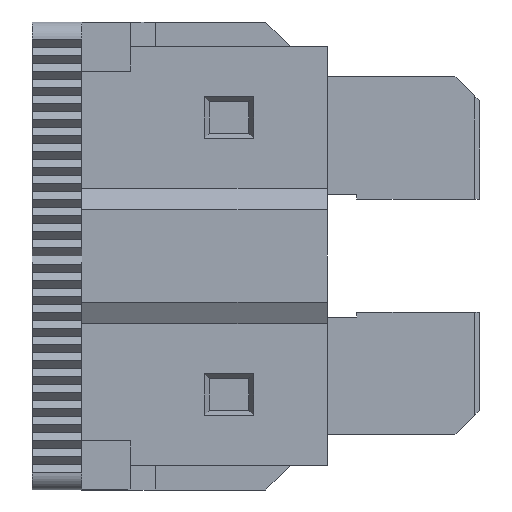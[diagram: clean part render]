
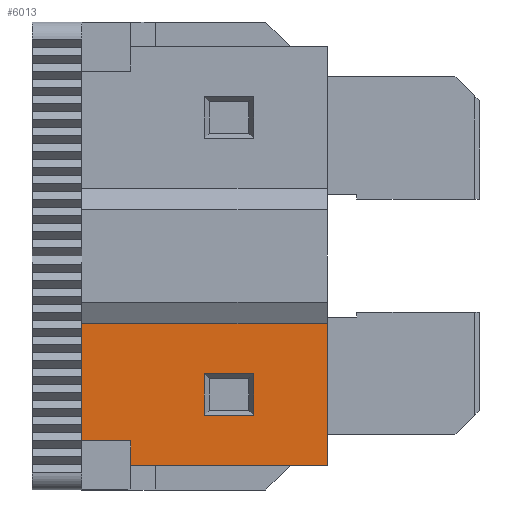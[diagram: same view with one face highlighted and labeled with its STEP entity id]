
A CAD part, front view. The second image highlights one B-rep face of the part: STEP entity #6013.
In plain terms, the highlighted planar face has unit normal (0, -1, 0).
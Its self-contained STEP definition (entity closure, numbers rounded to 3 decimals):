
#47=FACE_BOUND('',#468,.T.);
#140=FACE_OUTER_BOUND('',#467,.T.);
#467=EDGE_LOOP('',(#4314,#4315,#4316,#4317,#4318,#4319,#4320,#4321));
#468=EDGE_LOOP('',(#4322,#4323,#4324,#4325));
#1023=LINE('',#8956,#1857);
#1024=LINE('',#8958,#1858);
#1025=LINE('',#8960,#1859);
#1026=LINE('',#8962,#1860);
#1027=LINE('',#8964,#1861);
#1028=LINE('',#8966,#1862);
#1029=LINE('',#8968,#1863);
#1030=LINE('',#8969,#1864);
#1031=LINE('',#8972,#1865);
#1032=LINE('',#8974,#1866);
#1033=LINE('',#8976,#1867);
#1034=LINE('',#8977,#1868);
#1857=VECTOR('',#6992,0.);
#1858=VECTOR('',#6993,7.547);
#1859=VECTOR('',#6994,5.775);
#1860=VECTOR('',#6995,10.);
#1861=VECTOR('',#6996,4.775);
#1862=VECTOR('',#6997,2.);
#1863=VECTOR('',#6998,1.);
#1864=VECTOR('',#6999,0.453);
#1865=VECTOR('',#7000,2.);
#1866=VECTOR('',#7001,1.7);
#1867=VECTOR('',#7002,2.);
#1868=VECTOR('',#7003,1.7);
#2706=VERTEX_POINT('',#8954);
#2707=VERTEX_POINT('',#8955);
#2708=VERTEX_POINT('',#8957);
#2709=VERTEX_POINT('',#8959);
#2710=VERTEX_POINT('',#8961);
#2711=VERTEX_POINT('',#8963);
#2712=VERTEX_POINT('',#8965);
#2713=VERTEX_POINT('',#8967);
#2714=VERTEX_POINT('',#8970);
#2715=VERTEX_POINT('',#8971);
#2716=VERTEX_POINT('',#8973);
#2717=VERTEX_POINT('',#8975);
#3332=EDGE_CURVE('',#2706,#2707,#1023,.T.);
#3333=EDGE_CURVE('',#2708,#2706,#1024,.T.);
#3334=EDGE_CURVE('',#2709,#2708,#1025,.T.);
#3335=EDGE_CURVE('',#2709,#2710,#1026,.T.);
#3336=EDGE_CURVE('',#2710,#2711,#1027,.T.);
#3337=EDGE_CURVE('',#2711,#2712,#1028,.T.);
#3338=EDGE_CURVE('',#2712,#2713,#1029,.T.);
#3339=EDGE_CURVE('',#2707,#2713,#1030,.T.);
#3340=EDGE_CURVE('',#2714,#2715,#1031,.T.);
#3341=EDGE_CURVE('',#2716,#2714,#1032,.T.);
#3342=EDGE_CURVE('',#2717,#2716,#1033,.T.);
#3343=EDGE_CURVE('',#2715,#2717,#1034,.T.);
#4314=ORIENTED_EDGE('',*,*,#3332,.F.);
#4315=ORIENTED_EDGE('',*,*,#3333,.F.);
#4316=ORIENTED_EDGE('',*,*,#3334,.F.);
#4317=ORIENTED_EDGE('',*,*,#3335,.T.);
#4318=ORIENTED_EDGE('',*,*,#3336,.T.);
#4319=ORIENTED_EDGE('',*,*,#3337,.T.);
#4320=ORIENTED_EDGE('',*,*,#3338,.T.);
#4321=ORIENTED_EDGE('',*,*,#3339,.F.);
#4322=ORIENTED_EDGE('',*,*,#3340,.F.);
#4323=ORIENTED_EDGE('',*,*,#3341,.F.);
#4324=ORIENTED_EDGE('',*,*,#3342,.F.);
#4325=ORIENTED_EDGE('',*,*,#3343,.F.);
#5705=PLANE('',#6343);
#6013=ADVANCED_FACE('',(#140,#47),#5705,.F.);
#6343=AXIS2_PLACEMENT_3D('',#8953,#6990,#6991);
#6990=DIRECTION('center_axis',(0.,1.,0.));
#6991=DIRECTION('ref_axis',(0.,0.,1.));
#6992=DIRECTION('',(0.,0.,1.));
#6993=DIRECTION('',(-1.,0.,0.));
#6994=DIRECTION('',(0.,0.,-1.));
#6995=DIRECTION('',(-1.,0.,0.));
#6996=DIRECTION('',(0.,0.,-1.));
#6997=DIRECTION('',(1.,0.,0.));
#6998=DIRECTION('',(0.,0.,-1.));
#6999=DIRECTION('',(-1.,0.,0.));
#7000=DIRECTION('',(1.,0.,0.));
#7001=DIRECTION('',(0.,0.,-1.));
#7002=DIRECTION('',(-1.,0.,0.));
#7003=DIRECTION('',(0.,0.,1.));
#8953=CARTESIAN_POINT('Origin',(12.,-1.249,-8.525));
#8954=CARTESIAN_POINT('',(4.453,-1.249,-8.525));
#8955=CARTESIAN_POINT('',(4.453,-1.249,-8.525));
#8956=CARTESIAN_POINT('',(4.453,-1.249,-8.525));
#8957=CARTESIAN_POINT('',(12.,-1.249,-8.525));
#8958=CARTESIAN_POINT('',(12.,-1.249,-8.525));
#8959=CARTESIAN_POINT('',(12.,-1.25,-2.75));
#8960=CARTESIAN_POINT('',(12.,-1.25,-2.75));
#8961=CARTESIAN_POINT('',(2.,-1.25,-2.75));
#8962=CARTESIAN_POINT('',(12.,-1.25,-2.75));
#8963=CARTESIAN_POINT('',(2.,-1.249,-7.525));
#8964=CARTESIAN_POINT('',(2.,-1.25,-2.75));
#8965=CARTESIAN_POINT('',(4.,-1.249,-7.525));
#8966=CARTESIAN_POINT('',(2.,-1.249,-7.525));
#8967=CARTESIAN_POINT('',(4.,-1.249,-8.525));
#8968=CARTESIAN_POINT('',(4.,-1.249,-7.525));
#8969=CARTESIAN_POINT('',(4.453,-1.249,-8.525));
#8970=CARTESIAN_POINT('',(7.,-1.249,-6.488));
#8971=CARTESIAN_POINT('',(9.,-1.249,-6.488));
#8972=CARTESIAN_POINT('',(7.,-1.249,-6.488));
#8973=CARTESIAN_POINT('',(7.,-1.25,-4.788));
#8974=CARTESIAN_POINT('',(7.,-1.25,-4.788));
#8975=CARTESIAN_POINT('',(9.,-1.25,-4.788));
#8976=CARTESIAN_POINT('',(9.,-1.25,-4.788));
#8977=CARTESIAN_POINT('',(9.,-1.249,-6.488));
